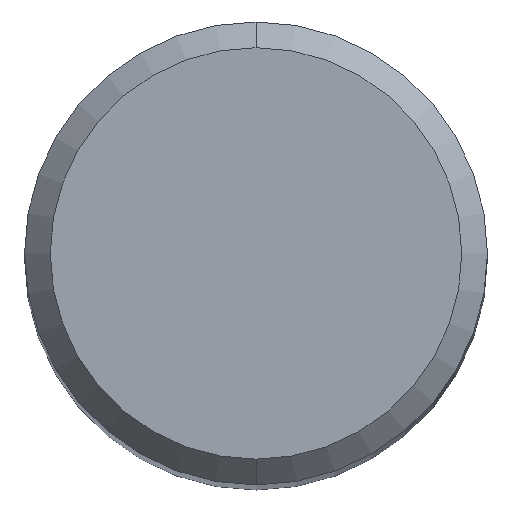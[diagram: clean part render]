
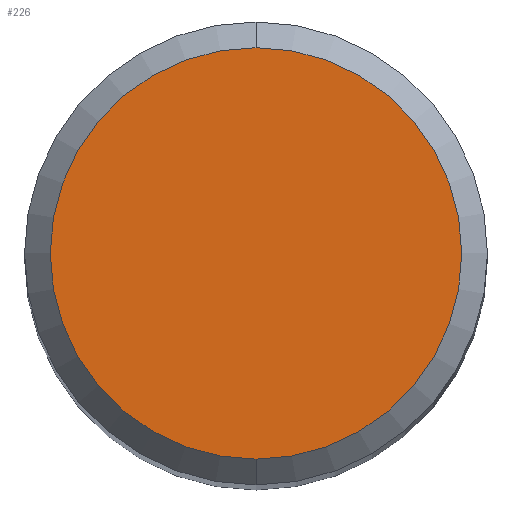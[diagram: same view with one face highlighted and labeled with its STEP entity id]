
A CAD part, top view. The second image highlights one B-rep face of the part: STEP entity #226.
In plain terms, the highlighted planar face has unit normal (0, 0, 1).
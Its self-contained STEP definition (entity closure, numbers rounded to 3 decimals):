
#192=EDGE_CURVE('',#406,#250,#496,.T.);
#226=ADVANCED_FACE('',(#533),#534,.T.);
#250=VERTEX_POINT('',#559);
#398=EDGE_CURVE('',#250,#406,#726,.T.);
#406=VERTEX_POINT('',#734);
#496=CIRCLE('',#860,4.0);
#533=FACE_OUTER_BOUND('',#934,.T.);
#534=PLANE('',#935);
#559=CARTESIAN_POINT('',(0.0,4.0,0.0));
#726=CIRCLE('',#1263,4.0);
#734=CARTESIAN_POINT('',(0.,-4.0,0.0));
#860=AXIS2_PLACEMENT_3D('',#1482,#1483,#1484);
#934=EDGE_LOOP('',(#1531,#1532));
#935=AXIS2_PLACEMENT_3D('',#1533,#1534,#1535);
#1263=AXIS2_PLACEMENT_3D('',#1761,#1762,#1763);
#1482=CARTESIAN_POINT('',(0.0,0.0,0.0));
#1483=DIRECTION('',(0.0,0.0,-1.0));
#1484=DIRECTION('',(0.0,1.0,0.0));
#1531=ORIENTED_EDGE('',*,*,#398,.F.);
#1532=ORIENTED_EDGE('',*,*,#192,.F.);
#1533=CARTESIAN_POINT('',(0.0,2.0,0.0));
#1534=DIRECTION('',(-0.0,0.0,1.0));
#1535=DIRECTION('',(0.0,-1.0,0.0));
#1761=CARTESIAN_POINT('',(0.0,0.0,0.0));
#1762=DIRECTION('',(0.0,0.0,-1.0));
#1763=DIRECTION('',(0.0,1.0,0.0));
